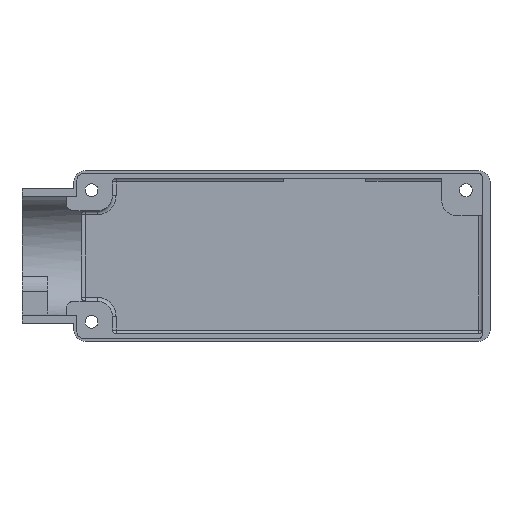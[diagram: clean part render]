
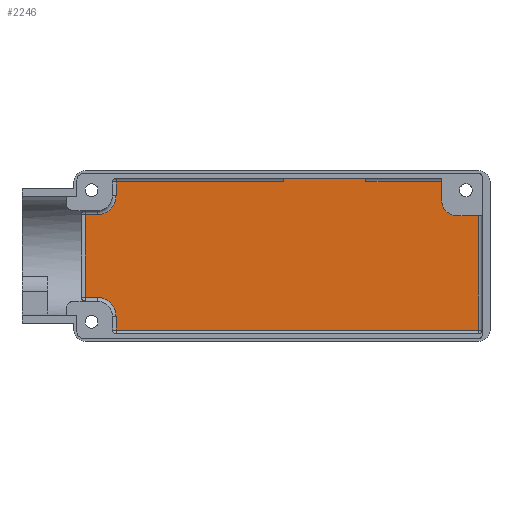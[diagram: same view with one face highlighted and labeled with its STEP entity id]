
A CAD part, front view. The second image highlights one B-rep face of the part: STEP entity #2246.
In plain terms, the highlighted planar face has unit normal (0, -1, 0).
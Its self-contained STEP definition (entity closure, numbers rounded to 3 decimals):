
#83=CIRCLE('',#2434,4.);
#84=CIRCLE('',#2435,5.);
#85=CIRCLE('',#2436,5.);
#256=FACE_OUTER_BOUND('',#392,.T.);
#392=EDGE_LOOP('',(#1581,#1582,#1583,#1584,#1585,#1586,#1587,#1588,#1589,
#1590,#1591,#1592,#1593,#1594,#1595,#1596,#1597));
#537=LINE('',#3489,#741);
#540=LINE('',#3497,#744);
#542=LINE('',#3503,#746);
#572=LINE('',#3592,#776);
#573=LINE('',#3594,#777);
#574=LINE('',#3598,#778);
#575=LINE('',#3599,#779);
#576=LINE('',#3600,#780);
#577=LINE('',#3602,#781);
#578=LINE('',#3606,#782);
#579=LINE('',#3608,#783);
#580=LINE('',#3610,#784);
#581=LINE('',#3614,#785);
#582=LINE('',#3615,#786);
#741=VECTOR('',#2706,10.);
#744=VECTOR('',#2713,10.);
#746=VECTOR('',#2719,10.);
#776=VECTOR('',#2793,10.);
#777=VECTOR('',#2794,10.);
#778=VECTOR('',#2797,10.);
#779=VECTOR('',#2798,10.);
#780=VECTOR('',#2799,10.);
#781=VECTOR('',#2800,10.);
#782=VECTOR('',#2803,10.);
#783=VECTOR('',#2804,10.);
#784=VECTOR('',#2805,10.);
#785=VECTOR('',#2808,10.);
#786=VECTOR('',#2809,10.);
#959=VERTEX_POINT('',#3485);
#961=VERTEX_POINT('',#3488);
#963=VERTEX_POINT('',#3493);
#964=VERTEX_POINT('',#3495);
#966=VERTEX_POINT('',#3501);
#1002=VERTEX_POINT('',#3587);
#1003=VERTEX_POINT('',#3591);
#1004=VERTEX_POINT('',#3593);
#1005=VERTEX_POINT('',#3595);
#1006=VERTEX_POINT('',#3597);
#1007=VERTEX_POINT('',#3601);
#1008=VERTEX_POINT('',#3603);
#1009=VERTEX_POINT('',#3605);
#1010=VERTEX_POINT('',#3607);
#1011=VERTEX_POINT('',#3609);
#1012=VERTEX_POINT('',#3611);
#1013=VERTEX_POINT('',#3613);
#1176=EDGE_CURVE('',#961,#959,#537,.T.);
#1180=EDGE_CURVE('',#963,#964,#540,.T.);
#1183=EDGE_CURVE('',#966,#959,#542,.T.);
#1226=EDGE_CURVE('',#1002,#1003,#572,.T.);
#1227=EDGE_CURVE('',#1003,#1004,#573,.T.);
#1228=EDGE_CURVE('',#1005,#1004,#83,.F.);
#1229=EDGE_CURVE('',#1005,#1006,#574,.T.);
#1230=EDGE_CURVE('',#963,#1006,#575,.T.);
#1231=EDGE_CURVE('',#964,#961,#576,.T.);
#1232=EDGE_CURVE('',#1007,#966,#577,.T.);
#1233=EDGE_CURVE('',#1008,#1007,#84,.T.);
#1234=EDGE_CURVE('',#1009,#1008,#578,.T.);
#1235=EDGE_CURVE('',#1010,#1009,#579,.T.);
#1236=EDGE_CURVE('',#1011,#1010,#580,.T.);
#1237=EDGE_CURVE('',#1012,#1011,#85,.T.);
#1238=EDGE_CURVE('',#1013,#1012,#581,.T.);
#1239=EDGE_CURVE('',#1002,#1013,#582,.T.);
#1581=ORIENTED_EDGE('',*,*,#1226,.T.);
#1582=ORIENTED_EDGE('',*,*,#1227,.T.);
#1583=ORIENTED_EDGE('',*,*,#1228,.F.);
#1584=ORIENTED_EDGE('',*,*,#1229,.T.);
#1585=ORIENTED_EDGE('',*,*,#1230,.F.);
#1586=ORIENTED_EDGE('',*,*,#1180,.T.);
#1587=ORIENTED_EDGE('',*,*,#1231,.T.);
#1588=ORIENTED_EDGE('',*,*,#1176,.T.);
#1589=ORIENTED_EDGE('',*,*,#1183,.F.);
#1590=ORIENTED_EDGE('',*,*,#1232,.F.);
#1591=ORIENTED_EDGE('',*,*,#1233,.F.);
#1592=ORIENTED_EDGE('',*,*,#1234,.F.);
#1593=ORIENTED_EDGE('',*,*,#1235,.F.);
#1594=ORIENTED_EDGE('',*,*,#1236,.F.);
#1595=ORIENTED_EDGE('',*,*,#1237,.F.);
#1596=ORIENTED_EDGE('',*,*,#1238,.F.);
#1597=ORIENTED_EDGE('',*,*,#1239,.F.);
#2178=PLANE('',#2433);
#2246=ADVANCED_FACE('',(#256),#2178,.F.);
#2433=AXIS2_PLACEMENT_3D('',#3590,#2791,#2792);
#2434=AXIS2_PLACEMENT_3D('',#3596,#2795,#2796);
#2435=AXIS2_PLACEMENT_3D('',#3604,#2801,#2802);
#2436=AXIS2_PLACEMENT_3D('',#3612,#2806,#2807);
#2706=DIRECTION('',(0.,0.,-1.));
#2713=DIRECTION('',(0.,0.,1.));
#2719=DIRECTION('',(1.,0.,0.));
#2791=DIRECTION('center_axis',(0.,1.,0.));
#2792=DIRECTION('ref_axis',(0.,0.,1.));
#2793=DIRECTION('',(0.,0.,1.));
#2794=DIRECTION('',(-1.,0.,0.));
#2795=DIRECTION('center_axis',(0.,1.,0.));
#2796=DIRECTION('ref_axis',(-0.707,0.,-0.707));
#2797=DIRECTION('',(0.,0.,1.));
#2798=DIRECTION('',(1.,0.,0.));
#2799=DIRECTION('',(-1.,0.,0.));
#2800=DIRECTION('',(0.,0.,1.));
#2801=DIRECTION('center_axis',(0.,-1.,0.));
#2802=DIRECTION('ref_axis',(0.707,0.,-0.707));
#2803=DIRECTION('',(1.,0.,0.));
#2804=DIRECTION('',(0.,0.,1.));
#2805=DIRECTION('',(-1.,0.,0.));
#2806=DIRECTION('center_axis',(0.,-1.,0.));
#2807=DIRECTION('ref_axis',(0.707,0.,0.707));
#2808=DIRECTION('',(0.,0.,1.));
#2809=DIRECTION('',(-1.,0.,0.));
#3485=CARTESIAN_POINT('',(0.3,16.8,19.7));
#3488=CARTESIAN_POINT('',(0.3,16.8,20.7));
#3489=CARTESIAN_POINT('',(0.3,16.8,20.7));
#3493=CARTESIAN_POINT('',(22.3,16.8,19.7));
#3495=CARTESIAN_POINT('',(22.3,16.8,20.7));
#3497=CARTESIAN_POINT('',(22.3,16.8,19.7));
#3501=CARTESIAN_POINT('',(-44.1,16.8,19.7));
#3503=CARTESIAN_POINT('',(-27.65,16.8,19.7));
#3587=CARTESIAN_POINT('',(52.3,16.8,-19.7));
#3590=CARTESIAN_POINT('Origin',(0.,16.8,0.));
#3591=CARTESIAN_POINT('',(52.3,16.8,10.7));
#3592=CARTESIAN_POINT('',(52.3,16.8,22.7));
#3593=CARTESIAN_POINT('',(46.5,16.8,10.7));
#3594=CARTESIAN_POINT('',(27.65,16.8,10.7));
#3595=CARTESIAN_POINT('',(42.5,16.8,14.7));
#3596=CARTESIAN_POINT('Origin',(46.5,16.8,14.7));
#3597=CARTESIAN_POINT('',(42.5,16.8,19.7));
#3598=CARTESIAN_POINT('',(42.5,16.8,5.35));
#3599=CARTESIAN_POINT('',(-27.65,16.8,19.7));
#3600=CARTESIAN_POINT('',(53.3,16.8,20.7));
#3601=CARTESIAN_POINT('',(-44.1,16.8,16.));
#3602=CARTESIAN_POINT('',(-44.1,16.8,11.35));
#3603=CARTESIAN_POINT('',(-49.1,16.8,11.));
#3604=CARTESIAN_POINT('Origin',(-49.1,16.8,16.));
#3605=CARTESIAN_POINT('',(-52.3,16.8,11.));
#3606=CARTESIAN_POINT('',(-22.55,16.8,11.));
#3607=CARTESIAN_POINT('',(-52.3,16.8,-11.));
#3608=CARTESIAN_POINT('',(-52.3,16.8,-11.35));
#3609=CARTESIAN_POINT('',(-49.1,16.8,-11.));
#3610=CARTESIAN_POINT('',(-22.55,16.8,-11.));
#3611=CARTESIAN_POINT('',(-44.1,16.8,-16.));
#3612=CARTESIAN_POINT('Origin',(-49.1,16.8,-16.));
#3613=CARTESIAN_POINT('',(-44.1,16.8,-19.7));
#3614=CARTESIAN_POINT('',(-44.1,16.8,-11.35));
#3615=CARTESIAN_POINT('',(27.65,16.8,-19.7));
